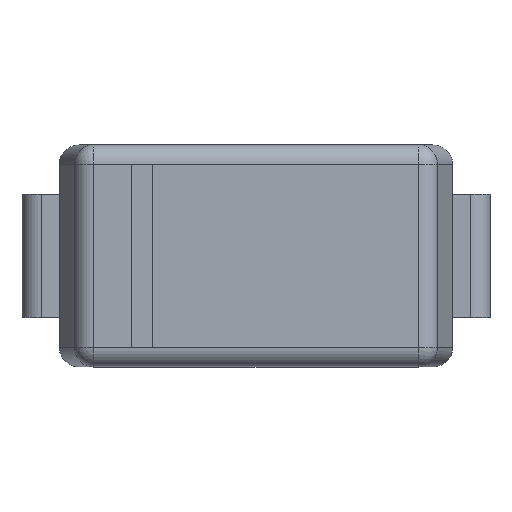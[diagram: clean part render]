
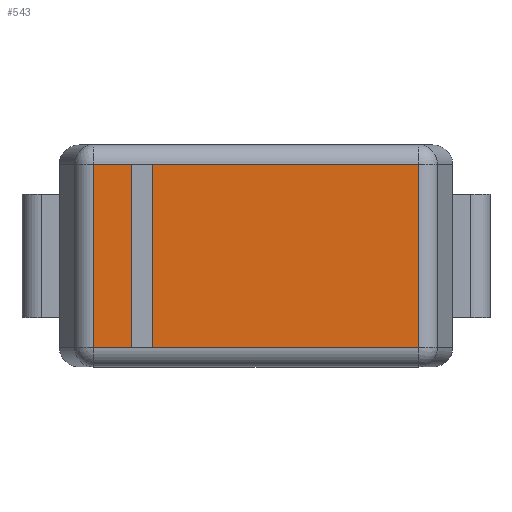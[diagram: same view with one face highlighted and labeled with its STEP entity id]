
A CAD part, top view. The second image highlights one B-rep face of the part: STEP entity #543.
In plain terms, the highlighted planar face has unit normal (0, 0, 1).
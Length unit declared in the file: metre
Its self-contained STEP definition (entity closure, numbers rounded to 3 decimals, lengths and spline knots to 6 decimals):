
#409 = EDGE_CURVE( '', #1020, #1021, #1022, .T. );
#543 = ADVANCED_FACE( '', ( #1203 ), #1204, .T. );
#561 = EDGE_CURVE( '', #1027, #1020, #1227, .T. );
#591 = EDGE_CURVE( '', #829, #1027, #1260, .T. );
#619 = EDGE_CURVE( '', #1021, #829, #1296, .T. );
#829 = VERTEX_POINT( '', #1533 );
#1020 = VERTEX_POINT( '', #1794 );
#1021 = VERTEX_POINT( '', #1795 );
#1022 = LINE( '', #1796, #1797 );
#1027 = VERTEX_POINT( '', #1805 );
#1203 = FACE_OUTER_BOUND( '', #2059, .T. );
#1204 = PLANE( '', #2060 );
#1227 = LINE( '', #2090, #2091 );
#1260 = LINE( '', #2146, #2147 );
#1296 = LINE( '', #2192, #2193 );
#1533 = CARTESIAN_POINT( '', ( -0.001679, -0.000945, 0.00197 ) );
#1794 = CARTESIAN_POINT( '', ( 0.001679, 0.000945, 0.00197 ) );
#1795 = CARTESIAN_POINT( '', ( 0.001679, -0.000945, 0.00197 ) );
#1796 = CARTESIAN_POINT( '', ( 0.001679, -0.000286, 0.00197 ) );
#1797 = VECTOR( '', #2710, 1. );
#1805 = CARTESIAN_POINT( '', ( -0.001679, 0.000945, 0.00197 ) );
#2059 = EDGE_LOOP( '', ( #2925, #2926, #2927, #2928 ) );
#2060 = AXIS2_PLACEMENT_3D( '', #2929, #2930, #2931 );
#2090 = CARTESIAN_POINT( '', ( 0.001015, 0.000945, 0.00197 ) );
#2091 = VECTOR( '', #2982, 1. );
#2146 = CARTESIAN_POINT( '', ( -0.001679, 0.000286, 0.00197 ) );
#2147 = VECTOR( '', #3017, 1. );
#2192 = CARTESIAN_POINT( '', ( -0.001015, -0.000945, 0.00197 ) );
#2193 = VECTOR( '', #3093, 1. );
#2710 = DIRECTION( '', ( 0., -1., 0. ) );
#2925 = ORIENTED_EDGE( '', *, *, #409, .F. );
#2926 = ORIENTED_EDGE( '', *, *, #561, .F. );
#2927 = ORIENTED_EDGE( '', *, *, #591, .F. );
#2928 = ORIENTED_EDGE( '', *, *, #619, .F. );
#2929 = CARTESIAN_POINT( '', ( 0., 0., 0.00197 ) );
#2930 = DIRECTION( '', ( 0., 0., 1. ) );
#2931 = DIRECTION( '', ( 1., 0., 0. ) );
#2982 = DIRECTION( '', ( 1., 0., 0. ) );
#3017 = DIRECTION( '', ( 0., 1., 0. ) );
#3093 = DIRECTION( '', ( -1., 0., 0. ) );
